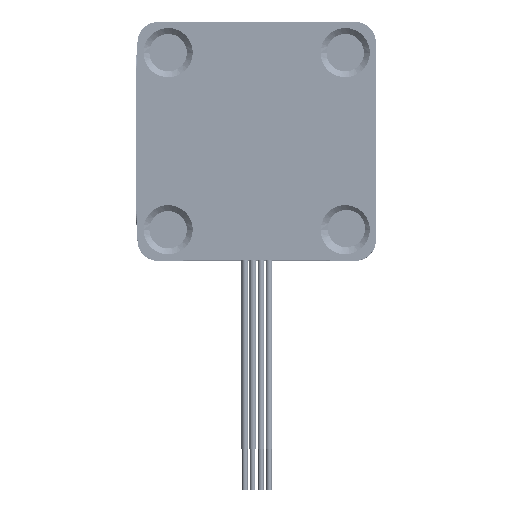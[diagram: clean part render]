
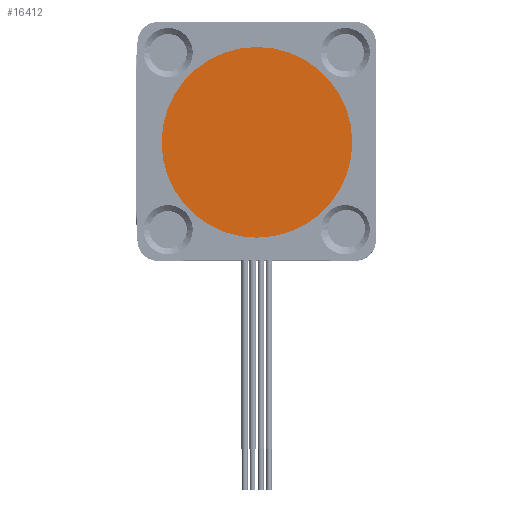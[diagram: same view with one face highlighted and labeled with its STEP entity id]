
A CAD part, top view. The second image highlights one B-rep face of the part: STEP entity #16412.
In plain terms, the highlighted planar face has unit normal (0, 0, 1).
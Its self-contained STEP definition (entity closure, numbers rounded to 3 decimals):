
#423 = AXIS2_PLACEMENT_3D ( 'NONE', #11876, #12313, #31780 ) ;
#8745 = PLANE ( 'NONE',  #423 ) ;
#11876 = CARTESIAN_POINT ( 'NONE',  ( 0., 0., 0.05 ) ) ;
#12313 = DIRECTION ( 'NONE',  ( 0., 0., 1. ) ) ;
#13068 = DIRECTION ( 'NONE',  ( 0., 0., 1. ) ) ;
#14936 = CIRCLE ( 'NONE', #65580, 14. ) ;
#16412 = ADVANCED_FACE ( 'NONE', ( #17777 ), #8745, .T. ) ;
#17777 = FACE_OUTER_BOUND ( 'NONE', #25543, .T. ) ;
#23806 = ORIENTED_EDGE ( 'NONE', *, *, #79794, .T. ) ;
#25543 = EDGE_LOOP ( 'NONE', ( #23806, #89101 ) ) ;
#31780 = DIRECTION ( 'NONE',  ( 1., 0., 0. ) ) ;
#36991 = DIRECTION ( 'NONE',  ( 0., 0., 1. ) ) ;
#44712 = CARTESIAN_POINT ( 'NONE',  ( 0., 0., 0.05 ) ) ;
#48820 = EDGE_CURVE ( 'NONE', #75256, #74395, #14936, .T. ) ;
#51130 = DIRECTION ( 'NONE',  ( -1., 0., 0. ) ) ;
#51832 = CARTESIAN_POINT ( 'NONE',  ( 14., 0., 0.05 ) ) ;
#65580 = AXIS2_PLACEMENT_3D ( 'NONE', #80637, #13068, #88800 ) ;
#67861 = CARTESIAN_POINT ( 'NONE',  ( -14., 0., 0.05 ) ) ;
#74395 = VERTEX_POINT ( 'NONE', #67861 ) ;
#75256 = VERTEX_POINT ( 'NONE', #51832 ) ;
#79794 = EDGE_CURVE ( 'NONE', #74395, #75256, #86540, .T. ) ;
#80637 = CARTESIAN_POINT ( 'NONE',  ( 0., 0., 0.05 ) ) ;
#80716 = AXIS2_PLACEMENT_3D ( 'NONE', #44712, #36991, #51130 ) ;
#86540 = CIRCLE ( 'NONE', #80716, 14. ) ;
#88800 = DIRECTION ( 'NONE',  ( -1., 0., 0. ) ) ;
#89101 = ORIENTED_EDGE ( 'NONE', *, *, #48820, .T. ) ;
